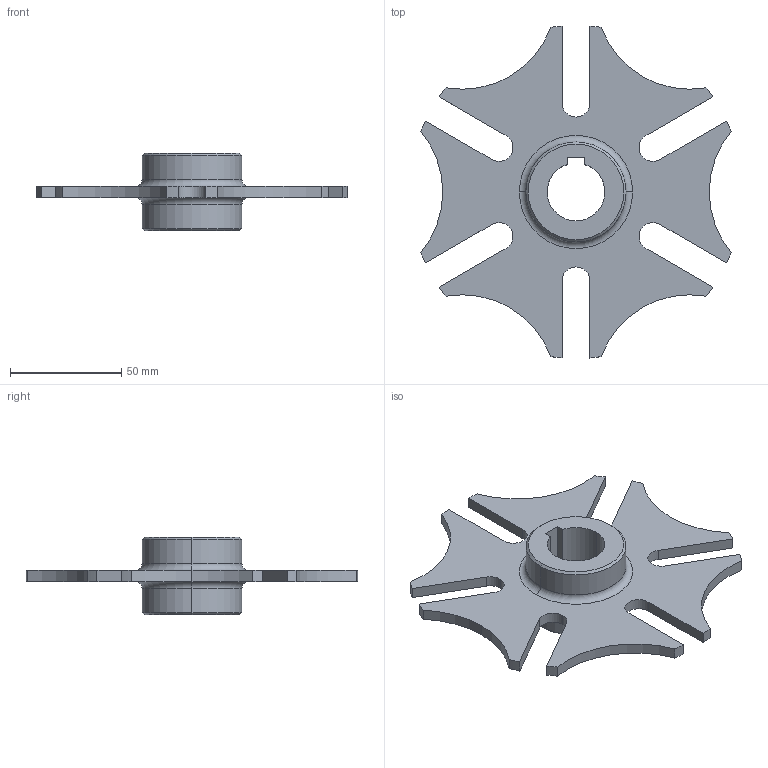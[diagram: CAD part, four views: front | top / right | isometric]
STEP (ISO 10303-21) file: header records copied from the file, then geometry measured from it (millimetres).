
FILE_DESCRIPTION (( 'STEP AP214' ), '1' );
FILE_NAME ('Part06.STEP', '2025-03-03T12:47:56', ( '' ), ( '' ), 'SwSTEP 2.0', 'SolidWorks 2024', '' );
FILE_SCHEMA (( 'AUTOMOTIVE_DESIGN' ));
Length unit declared in the file: millimetre
Products named in the file (1): Part06
Bounding box: 139.76 x 149.48 x 35 mm (x, y, z)
Volume: 85510.2 mm3; surface area: 33154.8 mm2
Topology: 1 solids, 1 shells, 61 faces, 163 edges, 106 vertices
Faces by surface type: cylinder 34, plane 19, cone 4, torus 4
Entity records: 1960 total; most frequent: DIRECTION 367, CARTESIAN_POINT 331, ORIENTED_EDGE 326, EDGE_CURVE 163, AXIS2_PLACEMENT_3D 142, VERTEX_POINT 106, LINE 83, VECTOR 83
